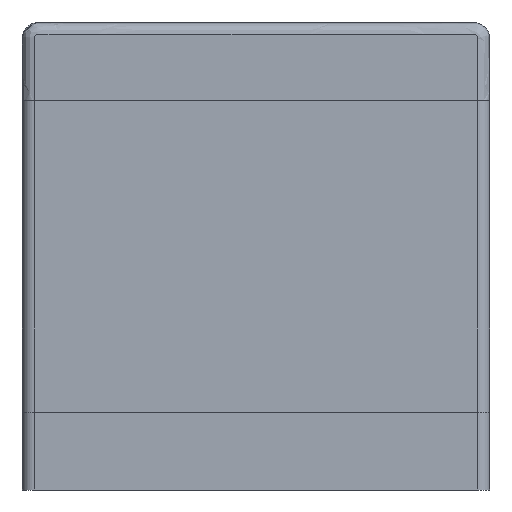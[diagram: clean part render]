
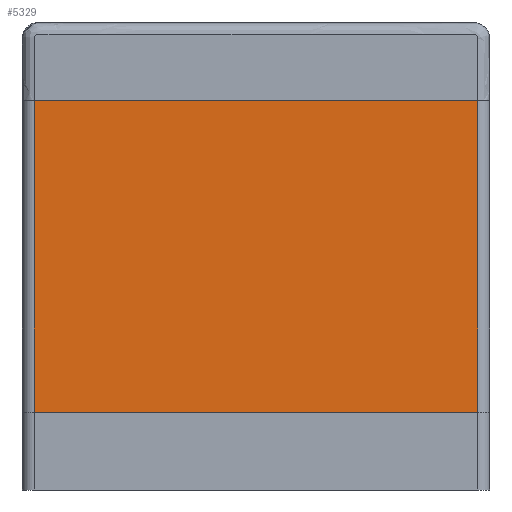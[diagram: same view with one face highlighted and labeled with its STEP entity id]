
A CAD part, left-side view. The second image highlights one B-rep face of the part: STEP entity #5329.
In plain terms, the highlighted planar face has unit normal (-1, 0, 0).
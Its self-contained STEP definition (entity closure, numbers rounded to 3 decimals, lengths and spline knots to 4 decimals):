
#529=FACE_OUTER_BOUND('',#848,.T.);
#848=EDGE_LOOP('',(#3928,#3929,#3930,#3931));
#1245=LINE('',#8070,#1672);
#1257=LINE('',#8114,#1684);
#1258=LINE('',#8117,#1685);
#1271=LINE('',#8161,#1698);
#1672=VECTOR('',#6364,0.57);
#1684=VECTOR('',#6404,0.4);
#1685=VECTOR('',#6407,0.4);
#1698=VECTOR('',#6444,0.57);
#2415=VERTEX_POINT('',#8068);
#2416=VERTEX_POINT('',#8069);
#2434=VERTEX_POINT('',#8112);
#2435=VERTEX_POINT('',#8116);
#2961=EDGE_CURVE('',#2415,#2416,#1245,.T.);
#2983=EDGE_CURVE('',#2434,#2416,#1257,.T.);
#2984=EDGE_CURVE('',#2435,#2415,#1258,.T.);
#3007=EDGE_CURVE('',#2434,#2435,#1271,.T.);
#3928=ORIENTED_EDGE('',*,*,#2983,.F.);
#3929=ORIENTED_EDGE('',*,*,#3007,.T.);
#3930=ORIENTED_EDGE('',*,*,#2984,.T.);
#3931=ORIENTED_EDGE('',*,*,#2961,.T.);
#5190=PLANE('',#5718);
#5329=ADVANCED_FACE('',(#529),#5190,.F.);
#5718=AXIS2_PLACEMENT_3D('',#8243,#6550,#6551);
#6364=DIRECTION('',(0.,0.,1.));
#6404=DIRECTION('',(0.,-1.,0.));
#6407=DIRECTION('',(0.,-1.,0.));
#6444=DIRECTION('',(0.,0.,-1.));
#6550=DIRECTION('center_axis',(1.,0.,0.));
#6551=DIRECTION('ref_axis',(0.,0.,-1.));
#8068=CARTESIAN_POINT('',(-0.5,0.1,-0.285));
#8069=CARTESIAN_POINT('',(-0.5,0.1,0.285));
#8070=CARTESIAN_POINT('',(-0.5,0.1,0.1425));
#8112=CARTESIAN_POINT('',(-0.5,0.5,0.285));
#8114=CARTESIAN_POINT('',(-0.5,0.1667,0.285));
#8116=CARTESIAN_POINT('',(-0.5,0.5,-0.285));
#8117=CARTESIAN_POINT('',(-0.5,0.1667,-0.285));
#8161=CARTESIAN_POINT('',(-0.5,0.5,0.3));
#8243=CARTESIAN_POINT('Origin',(-0.5,1.8325,-0.3));
